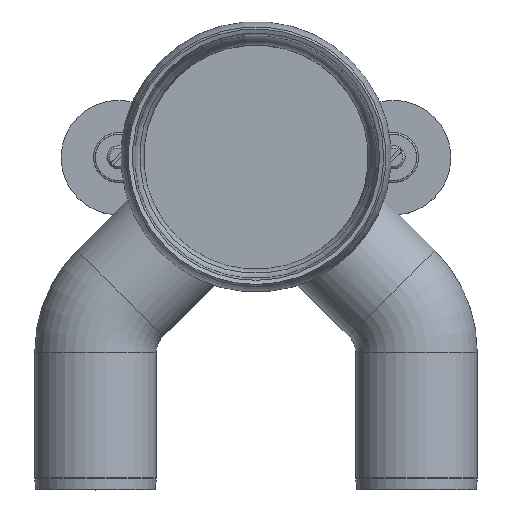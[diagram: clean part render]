
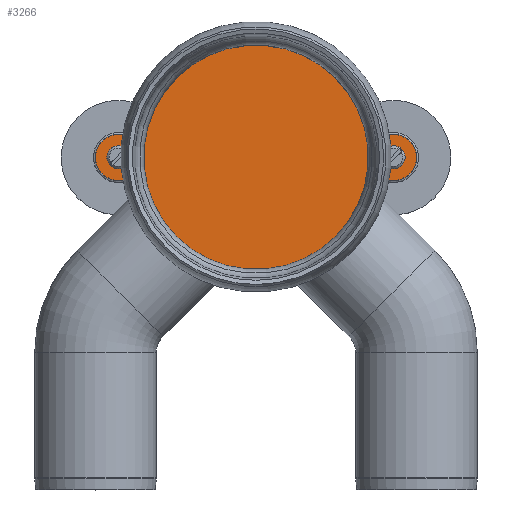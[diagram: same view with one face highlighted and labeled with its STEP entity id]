
A CAD part, top view. The second image highlights one B-rep face of the part: STEP entity #3266.
In plain terms, the highlighted planar face has unit normal (0, 0, 1).
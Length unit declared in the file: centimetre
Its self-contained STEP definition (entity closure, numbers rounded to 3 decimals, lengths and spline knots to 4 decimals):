
#70=FACE_BOUND('',#854,.T.);
#71=FACE_BOUND('',#855,.T.);
#374=CIRCLE('',#3580,5.);
#375=CIRCLE('',#3582,3.);
#377=CIRCLE('',#3586,10.);
#379=CIRCLE('',#3590,3.);
#381=CIRCLE('',#3593,51.);
#389=CIRCLE('',#3603,5.);
#392=CIRCLE('',#3610,51.);
#393=CIRCLE('',#3612,3.);
#394=CIRCLE('',#3615,10.);
#395=CIRCLE('',#3618,3.);
#638=FACE_OUTER_BOUND('',#853,.T.);
#853=EDGE_LOOP('',(#2633,#2634,#2635,#2636,#2637,#2638,#2639,#2640,#2641,
#2642,#2643,#2644));
#854=EDGE_LOOP('',(#2645));
#855=EDGE_LOOP('',(#2646));
#1058=LINE('',#5387,#1230);
#1062=LINE('',#5399,#1234);
#1075=LINE('',#5455,#1247);
#1078=LINE('',#5463,#1250);
#1230=VECTOR('',#4368,1.);
#1234=VECTOR('',#4380,1.);
#1247=VECTOR('',#4443,1.);
#1250=VECTOR('',#4452,1.);
#1467=VERTEX_POINT('',#5373);
#1468=VERTEX_POINT('',#5377);
#1469=VERTEX_POINT('',#5378);
#1472=VERTEX_POINT('',#5386);
#1474=VERTEX_POINT('',#5392);
#1476=VERTEX_POINT('',#5398);
#1478=VERTEX_POINT('',#5404);
#1480=VERTEX_POINT('',#5410);
#1489=VERTEX_POINT('',#5432);
#1492=VERTEX_POINT('',#5446);
#1493=VERTEX_POINT('',#5450);
#1494=VERTEX_POINT('',#5454);
#1495=VERTEX_POINT('',#5458);
#1496=VERTEX_POINT('',#5462);
#1858=EDGE_CURVE('',#1467,#1467,#374,.T.);
#1859=EDGE_CURVE('',#1468,#1469,#375,.T.);
#1863=EDGE_CURVE('',#1472,#1468,#1058,.T.);
#1866=EDGE_CURVE('',#1474,#1472,#377,.T.);
#1869=EDGE_CURVE('',#1476,#1474,#1062,.T.);
#1872=EDGE_CURVE('',#1478,#1476,#379,.T.);
#1875=EDGE_CURVE('',#1480,#1478,#381,.T.);
#1887=EDGE_CURVE('',#1489,#1489,#389,.T.);
#1893=EDGE_CURVE('',#1469,#1492,#392,.T.);
#1895=EDGE_CURVE('',#1492,#1493,#393,.T.);
#1897=EDGE_CURVE('',#1493,#1494,#1075,.T.);
#1899=EDGE_CURVE('',#1494,#1495,#394,.T.);
#1901=EDGE_CURVE('',#1495,#1496,#1078,.T.);
#1903=EDGE_CURVE('',#1496,#1480,#395,.T.);
#2633=ORIENTED_EDGE('',*,*,#1875,.F.);
#2634=ORIENTED_EDGE('',*,*,#1903,.F.);
#2635=ORIENTED_EDGE('',*,*,#1901,.F.);
#2636=ORIENTED_EDGE('',*,*,#1899,.F.);
#2637=ORIENTED_EDGE('',*,*,#1897,.F.);
#2638=ORIENTED_EDGE('',*,*,#1895,.F.);
#2639=ORIENTED_EDGE('',*,*,#1893,.F.);
#2640=ORIENTED_EDGE('',*,*,#1859,.F.);
#2641=ORIENTED_EDGE('',*,*,#1863,.F.);
#2642=ORIENTED_EDGE('',*,*,#1866,.F.);
#2643=ORIENTED_EDGE('',*,*,#1869,.F.);
#2644=ORIENTED_EDGE('',*,*,#1872,.F.);
#2645=ORIENTED_EDGE('',*,*,#1858,.T.);
#2646=ORIENTED_EDGE('',*,*,#1887,.T.);
#3120=PLANE('',#3619);
#3266=ADVANCED_FACE('',(#638,#70,#71),#3120,.F.);
#3580=AXIS2_PLACEMENT_3D('',#5375,#4356,#4357);
#3582=AXIS2_PLACEMENT_3D('',#5379,#4360,#4361);
#3586=AXIS2_PLACEMENT_3D('',#5393,#4373,#4374);
#3590=AXIS2_PLACEMENT_3D('',#5405,#4385,#4386);
#3593=AXIS2_PLACEMENT_3D('',#5411,#4392,#4393);
#3603=AXIS2_PLACEMENT_3D('',#5434,#4416,#4417);
#3610=AXIS2_PLACEMENT_3D('',#5447,#4433,#4434);
#3612=AXIS2_PLACEMENT_3D('',#5451,#4438,#4439);
#3615=AXIS2_PLACEMENT_3D('',#5459,#4447,#4448);
#3618=AXIS2_PLACEMENT_3D('',#5466,#4456,#4457);
#3619=AXIS2_PLACEMENT_3D('',#5467,#4458,#4459);
#4356=DIRECTION('center_axis',(0.,0.,
-1.));
#4357=DIRECTION('ref_axis',(0.707,-0.707,0.));
#4360=DIRECTION('center_axis',(0.,0.,
1.));
#4361=DIRECTION('ref_axis',(0.,-1.,0.));
#4368=DIRECTION('',(1.,0.,0.));
#4373=DIRECTION('center_axis',(0.,0.,
-1.));
#4374=DIRECTION('ref_axis',(0.,-1.,0.));
#4380=DIRECTION('',(-1.,0.,0.));
#4385=DIRECTION('center_axis',(0.,0.,
1.));
#4386=DIRECTION('ref_axis',(0.971,0.241,0.));
#4392=DIRECTION('center_axis',(0.,0.,
-1.));
#4393=DIRECTION('ref_axis',(-0.707,0.707,0.));
#4416=DIRECTION('center_axis',(0.,0.,
-1.));
#4417=DIRECTION('ref_axis',(0.707,-0.707,0.));
#4433=DIRECTION('center_axis',(0.,0.,
-1.));
#4434=DIRECTION('ref_axis',(-0.707,0.707,0.));
#4438=DIRECTION('center_axis',(0.,0.,
1.));
#4439=DIRECTION('ref_axis',(-0.971,-0.241,0.));
#4443=DIRECTION('',(1.,0.,0.));
#4447=DIRECTION('center_axis',(0.,0.,
-1.));
#4448=DIRECTION('ref_axis',(0.,1.,0.));
#4452=DIRECTION('',(-1.,0.,0.));
#4456=DIRECTION('center_axis',(0.,0.,
1.));
#4457=DIRECTION('ref_axis',(0.,1.,0.));
#4458=DIRECTION('center_axis',(0.,0.,
-1.));
#4459=DIRECTION('ref_axis',(0.,-1.,0.));
#5373=CARTESIAN_POINT('',(-503.5981,184.2392,263.6211));
#5375=CARTESIAN_POINT('Origin',(-507.1337,187.7747,263.6211));
#5377=CARTESIAN_POINT('',(-499.5455,197.7747,263.6211));
#5378=CARTESIAN_POINT('',(-496.6337,200.0525,263.6211));
#5379=CARTESIAN_POINT('Origin',(-499.5455,200.7747,263.6211));
#5386=CARTESIAN_POINT('',(-507.1337,197.7747,263.6211));
#5387=CARTESIAN_POINT('',(-507.1337,197.7747,263.6211));
#5392=CARTESIAN_POINT('',(-507.1337,177.7747,263.6211));
#5393=CARTESIAN_POINT('Origin',(-507.1337,187.7747,263.6211));
#5398=CARTESIAN_POINT('',(-499.5455,177.7747,263.6211));
#5399=CARTESIAN_POINT('',(-499.5455,177.7747,263.6211));
#5404=CARTESIAN_POINT('',(-496.6337,175.4969,263.6211));
#5405=CARTESIAN_POINT('Origin',(-499.5455,174.7747,263.6211));
#5410=CARTESIAN_POINT('',(-397.6336,175.4969,263.6211));
#5411=CARTESIAN_POINT('Origin',(-447.1337,187.7747,263.6211));
#5432=CARTESIAN_POINT('',(-383.5981,184.2392,263.6211));
#5434=CARTESIAN_POINT('Origin',(-387.1337,187.7747,263.6211));
#5446=CARTESIAN_POINT('',(-397.6336,200.0525,263.6211));
#5447=CARTESIAN_POINT('Origin',(-447.1337,187.7747,263.6211));
#5450=CARTESIAN_POINT('',(-394.7218,197.7747,263.6211));
#5451=CARTESIAN_POINT('Origin',(-394.7218,200.7747,263.6211));
#5454=CARTESIAN_POINT('',(-387.1337,197.7747,263.6211));
#5455=CARTESIAN_POINT('',(-394.7218,197.7747,263.6211));
#5458=CARTESIAN_POINT('',(-387.1337,177.7747,263.6211));
#5459=CARTESIAN_POINT('Origin',(-387.1337,187.7747,263.6211));
#5462=CARTESIAN_POINT('',(-394.7218,177.7747,263.6211));
#5463=CARTESIAN_POINT('',(-387.1337,177.7747,263.6211));
#5466=CARTESIAN_POINT('Origin',(-394.7218,174.7747,263.6211));
#5467=CARTESIAN_POINT('Origin',(-447.1337,187.7747,263.6211));
